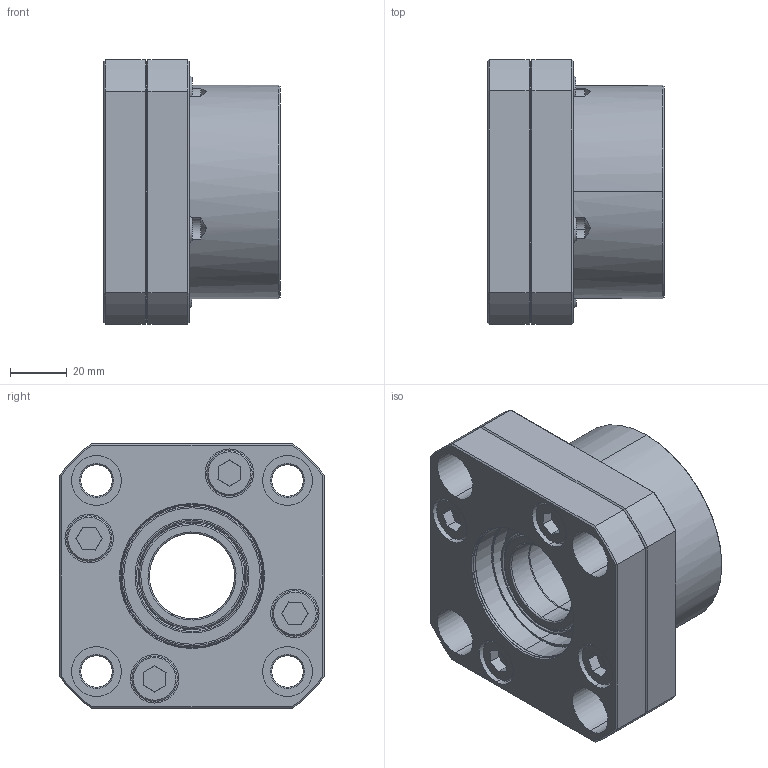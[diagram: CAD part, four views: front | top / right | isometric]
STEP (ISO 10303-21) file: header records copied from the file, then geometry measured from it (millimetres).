
FILE_DESCRIPTION (( 'STEP AP203' ), '1' );
FILE_NAME ('FK_WBK-30.STEP', '2015-03-16T19:31:40', ( 'Jim Meade' ), ( 'Hewlett-Packard' ), 'SwSTEP 2.0', 'SolidWorks 2015', '' );
FILE_SCHEMA (( 'CONFIG_CONTROL_DESIGN' ));
Length unit declared in the file: millimetre
Products named in the file (1): FK_WBK-30
Bounding box: 62 x 93 x 93 mm (x, y, z)
Volume: 275793.4 mm3; surface area: 113949.6 mm2
Topology: 40 solids, 40 shells, 463 faces, 1132 edges, 662 vertices
Faces by surface type: bspline 148, cylinder 126, plane 97, cone 92
Entity records: 14865 total; most frequent: CARTESIAN_POINT 4730, DIRECTION 2174, ORIENTED_EDGE 2056, EDGE_CURVE 1028, AXIS2_PLACEMENT_3D 928, VERTEX_POINT 662, CIRCLE 612, EDGE_LOOP 532
